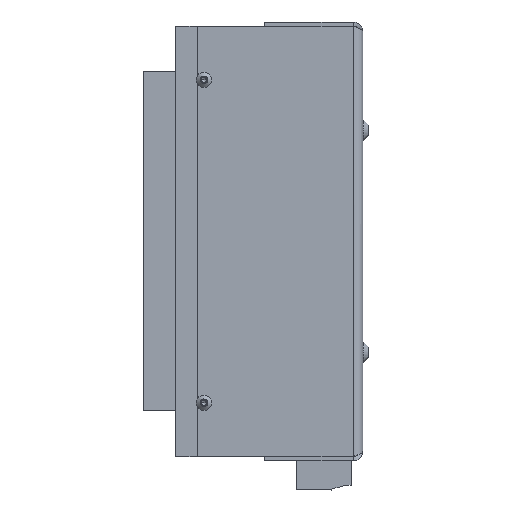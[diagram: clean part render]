
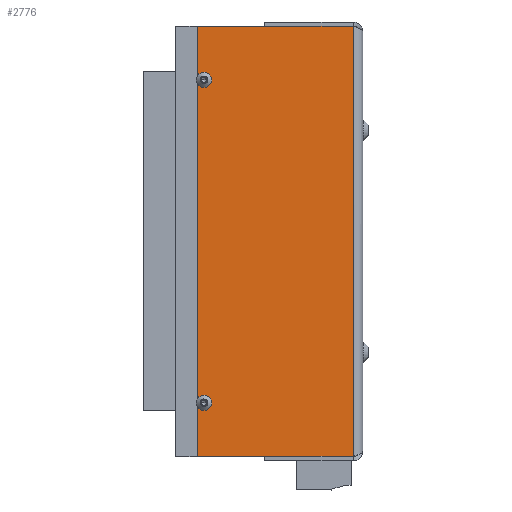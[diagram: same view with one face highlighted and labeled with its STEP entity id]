
A CAD part, left-side view. The second image highlights one B-rep face of the part: STEP entity #2776.
In plain terms, the highlighted face is planar.
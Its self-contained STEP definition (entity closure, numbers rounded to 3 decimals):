
#18 = CARTESIAN_POINT ( 'NONE',  ( 80., 51.5, 35. ) ) ;
#60 = LINE ( 'NONE', #5123, #5987 ) ;
#152 = AXIS2_PLACEMENT_3D ( 'NONE', #516, #7785, #8455 ) ;
#201 = CARTESIAN_POINT ( 'NONE',  ( -79.929, 51.5, 2. ) ) ;
#405 = FACE_BOUND ( 'NONE', #5285, .T. ) ;
#442 = CARTESIAN_POINT ( 'NONE',  ( 79.929, 51.5, 2. ) ) ;
#516 = CARTESIAN_POINT ( 'NONE',  ( -60., 51.5, 57.5 ) ) ;
#607 = ORIENTED_EDGE ( 'NONE', *, *, #6892, .F. ) ;
#769 = CARTESIAN_POINT ( 'NONE',  ( -80., 51.5, 60. ) ) ;
#833 = ORIENTED_EDGE ( 'NONE', *, *, #8727, .F. ) ;
#897 = DIRECTION ( 'NONE',  ( 0., 0., -1. ) ) ;
#1130 = CARTESIAN_POINT ( 'NONE',  ( 399.113, 51.5, 2. ) ) ;
#1179 = CARTESIAN_POINT ( 'NONE',  ( 79.929, 51.5, 35. ) ) ;
#1193 = CARTESIAN_POINT ( 'NONE',  ( 80., 51.5, 60. ) ) ;
#1218 = DIRECTION ( 'NONE',  ( 1., 0., 0. ) ) ;
#1220 = DIRECTION ( 'NONE',  ( 0., 0., -1. ) ) ;
#1314 = VERTEX_POINT ( 'NONE', #11927 ) ;
#1340 = VECTOR ( 'NONE', #1218, 1000. ) ;
#1451 = CARTESIAN_POINT ( 'NONE',  ( -60., 51.5, 57.5 ) ) ;
#1601 = EDGE_CURVE ( 'NONE', #4801, #12257, #5477, .T. ) ;
#1608 = VERTEX_POINT ( 'NONE', #201 ) ;
#1618 = VERTEX_POINT ( 'NONE', #1179 ) ;
#1648 = DIRECTION ( 'NONE',  ( 0., 0., 1. ) ) ;
#1663 = VECTOR ( 'NONE', #1648, 1000. ) ;
#1687 = PLANE ( 'NONE',  #11430 ) ;
#1723 = VERTEX_POINT ( 'NONE', #442 ) ;
#1856 = DIRECTION ( 'NONE',  ( 0., 0., -1. ) ) ;
#1872 = LINE ( 'NONE', #9873, #2312 ) ;
#2063 = FACE_OUTER_BOUND ( 'NONE', #4507, .T. ) ;
#2089 = DIRECTION ( 'NONE',  ( -1., 0., 0. ) ) ;
#2194 = CARTESIAN_POINT ( 'NONE',  ( 60., 51.5, 57.5 ) ) ;
#2296 = VECTOR ( 'NONE', #5226, 1000. ) ;
#2312 = VECTOR ( 'NONE', #2089, 1000. ) ;
#2776 = ADVANCED_FACE ( 'NONE', ( #2063, #405, #11855 ), #1687, .F. ) ;
#3540 = CARTESIAN_POINT ( 'NONE',  ( 80., 51.5, 60. ) ) ;
#3553 = VECTOR ( 'NONE', #11363, 1000. ) ;
#3772 = CARTESIAN_POINT ( 'NONE',  ( -80., 51.5, 35. ) ) ;
#4094 = CIRCLE ( 'NONE', #6522, 1.7 ) ;
#4507 = EDGE_LOOP ( 'NONE', ( #11770, #833, #11579, #7641, #7984, #5857, #607, #8349 ) ) ;
#4617 = CIRCLE ( 'NONE', #152, 1.7 ) ;
#4681 = LINE ( 'NONE', #11697, #8166 ) ;
#4729 = ORIENTED_EDGE ( 'NONE', *, *, #6690, .F. ) ;
#4801 = VERTEX_POINT ( 'NONE', #10711 ) ;
#5001 = DIRECTION ( 'NONE',  ( 0., 0., -1. ) ) ;
#5123 = CARTESIAN_POINT ( 'NONE',  ( -80., 51.5, 60. ) ) ;
#5226 = DIRECTION ( 'NONE',  ( 0., 0., -1. ) ) ;
#5242 = CARTESIAN_POINT ( 'NONE',  ( 60., 51.5, 59.2 ) ) ;
#5285 = EDGE_LOOP ( 'NONE', ( #9350, #4729 ) ) ;
#5444 = VERTEX_POINT ( 'NONE', #18 ) ;
#5473 = EDGE_CURVE ( 'NONE', #1608, #1723, #9118, .T. ) ;
#5477 = CIRCLE ( 'NONE', #11090, 1.7 ) ;
#5741 = DIRECTION ( 'NONE',  ( 0., -1., 0. ) ) ;
#5857 = ORIENTED_EDGE ( 'NONE', *, *, #9047, .F. ) ;
#5987 = VECTOR ( 'NONE', #5001, 1000. ) ;
#6473 = CARTESIAN_POINT ( 'NONE',  ( 79.929, 51.5, 60. ) ) ;
#6522 = AXIS2_PLACEMENT_3D ( 'NONE', #1451, #9216, #10297 ) ;
#6690 = EDGE_CURVE ( 'NONE', #12257, #4801, #11384, .T. ) ;
#6892 = EDGE_CURVE ( 'NONE', #1618, #5444, #4681, .T. ) ;
#7051 = DIRECTION ( 'NONE',  ( 0., 1., 0. ) ) ;
#7225 = CARTESIAN_POINT ( 'NONE',  ( -79.929, 51.5, 60. ) ) ;
#7328 = LINE ( 'NONE', #7225, #2296 ) ;
#7641 = ORIENTED_EDGE ( 'NONE', *, *, #10962, .F. ) ;
#7783 = CARTESIAN_POINT ( 'NONE',  ( -60., 51.5, 55.8 ) ) ;
#7785 = DIRECTION ( 'NONE',  ( 0., 1., 0. ) ) ;
#7848 = VERTEX_POINT ( 'NONE', #769 ) ;
#7876 = DIRECTION ( 'NONE',  ( 1., 0., 0. ) ) ;
#7974 = VERTEX_POINT ( 'NONE', #7783 ) ;
#7984 = ORIENTED_EDGE ( 'NONE', *, *, #11578, .F. ) ;
#8166 = VECTOR ( 'NONE', #7876, 1000. ) ;
#8228 = CARTESIAN_POINT ( 'NONE',  ( -60., 51.5, 59.2 ) ) ;
#8305 = VERTEX_POINT ( 'NONE', #11347 ) ;
#8349 = ORIENTED_EDGE ( 'NONE', *, *, #12025, .F. ) ;
#8455 = DIRECTION ( 'NONE',  ( 0., 0., -1. ) ) ;
#8648 = CARTESIAN_POINT ( 'NONE',  ( -80., 51.5, 60. ) ) ;
#8727 = EDGE_CURVE ( 'NONE', #1314, #1608, #7328, .T. ) ;
#9047 = EDGE_CURVE ( 'NONE', #5444, #11445, #11305, .T. ) ;
#9083 = AXIS2_PLACEMENT_3D ( 'NONE', #10676, #11487, #897 ) ;
#9118 = LINE ( 'NONE', #1130, #1340 ) ;
#9216 = DIRECTION ( 'NONE',  ( 0., 1., 0. ) ) ;
#9234 = LINE ( 'NONE', #3772, #10766 ) ;
#9350 = ORIENTED_EDGE ( 'NONE', *, *, #1601, .F. ) ;
#9829 = ORIENTED_EDGE ( 'NONE', *, *, #11934, .F. ) ;
#9873 = CARTESIAN_POINT ( 'NONE',  ( -80., 51.5, 60. ) ) ;
#10096 = EDGE_CURVE ( 'NONE', #7974, #10163, #4094, .T. ) ;
#10163 = VERTEX_POINT ( 'NONE', #8228 ) ;
#10297 = DIRECTION ( 'NONE',  ( 0., 0., -1. ) ) ;
#10407 = EDGE_LOOP ( 'NONE', ( #11844, #9829 ) ) ;
#10676 = CARTESIAN_POINT ( 'NONE',  ( 60., 51.5, 57.5 ) ) ;
#10711 = CARTESIAN_POINT ( 'NONE',  ( 60., 51.5, 55.8 ) ) ;
#10766 = VECTOR ( 'NONE', #11787, 1000. ) ;
#10863 = EDGE_CURVE ( 'NONE', #8305, #1314, #9234, .T. ) ;
#10962 = EDGE_CURVE ( 'NONE', #7848, #8305, #60, .T. ) ;
#11090 = AXIS2_PLACEMENT_3D ( 'NONE', #2194, #7051, #1220 ) ;
#11305 = LINE ( 'NONE', #3540, #1663 ) ;
#11339 = LINE ( 'NONE', #6473, #3553 ) ;
#11347 = CARTESIAN_POINT ( 'NONE',  ( -80., 51.5, 35. ) ) ;
#11363 = DIRECTION ( 'NONE',  ( 0., 0., 1. ) ) ;
#11384 = CIRCLE ( 'NONE', #9083, 1.7 ) ;
#11430 = AXIS2_PLACEMENT_3D ( 'NONE', #8648, #5741, #1856 ) ;
#11445 = VERTEX_POINT ( 'NONE', #1193 ) ;
#11487 = DIRECTION ( 'NONE',  ( 0., 1., 0. ) ) ;
#11578 = EDGE_CURVE ( 'NONE', #11445, #7848, #1872, .T. ) ;
#11579 = ORIENTED_EDGE ( 'NONE', *, *, #10863, .F. ) ;
#11697 = CARTESIAN_POINT ( 'NONE',  ( -80., 51.5, 35. ) ) ;
#11770 = ORIENTED_EDGE ( 'NONE', *, *, #5473, .F. ) ;
#11787 = DIRECTION ( 'NONE',  ( 1., 0., 0. ) ) ;
#11844 = ORIENTED_EDGE ( 'NONE', *, *, #10096, .F. ) ;
#11855 = FACE_BOUND ( 'NONE', #10407, .T. ) ;
#11927 = CARTESIAN_POINT ( 'NONE',  ( -79.929, 51.5, 35. ) ) ;
#11934 = EDGE_CURVE ( 'NONE', #10163, #7974, #4617, .T. ) ;
#12025 = EDGE_CURVE ( 'NONE', #1723, #1618, #11339, .T. ) ;
#12257 = VERTEX_POINT ( 'NONE', #5242 ) ;
